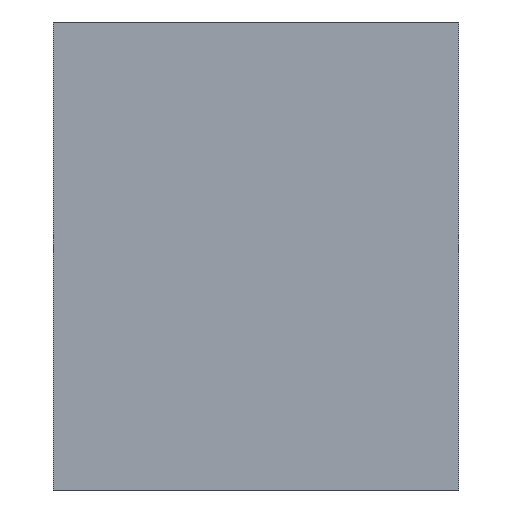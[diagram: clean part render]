
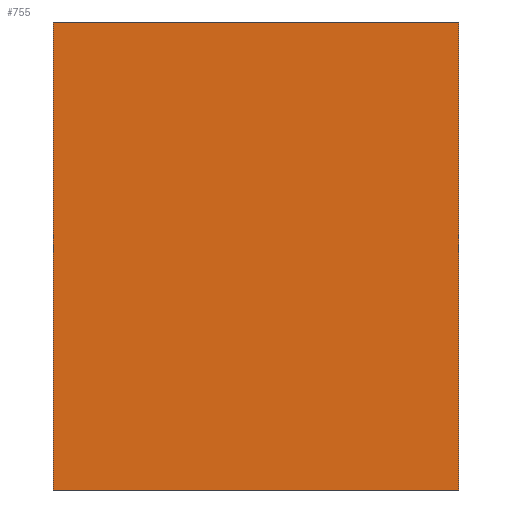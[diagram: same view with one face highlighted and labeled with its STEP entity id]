
A CAD part, left-side view. The second image highlights one B-rep face of the part: STEP entity #755.
In plain terms, the highlighted planar face has unit normal (-1, 0, 0).
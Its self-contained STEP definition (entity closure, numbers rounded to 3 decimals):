
#29 = VERTEX_POINT ( 'NONE', #1014 ) ;
#41 = CARTESIAN_POINT ( 'NONE',  ( -0.3, 0., 0.15 ) ) ;
#104 = DIRECTION ( 'NONE',  ( 0., 0., -1. ) ) ;
#108 = VECTOR ( 'NONE', #252, 1000. ) ;
#185 = CARTESIAN_POINT ( 'NONE',  ( -0.3, 0.26, -0.15 ) ) ;
#252 = DIRECTION ( 'NONE',  ( 0., -1., 0. ) ) ;
#265 = LINE ( 'NONE', #1209, #108 ) ;
#286 = EDGE_CURVE ( 'NONE', #1061, #394, #265, .T. ) ;
#378 = PLANE ( 'NONE',  #769 ) ;
#394 = VERTEX_POINT ( 'NONE', #498 ) ;
#396 = CARTESIAN_POINT ( 'NONE',  ( -0.3, 0.26, 0.15 ) ) ;
#398 = FACE_OUTER_BOUND ( 'NONE', #817, .T. ) ;
#405 = DIRECTION ( 'NONE',  ( 0., -1., 0. ) ) ;
#418 = ORIENTED_EDGE ( 'NONE', *, *, #858, .F. ) ;
#445 = VECTOR ( 'NONE', #104, 1000. ) ;
#464 = DIRECTION ( 'NONE',  ( 1., 0., 0. ) ) ;
#480 = ORIENTED_EDGE ( 'NONE', *, *, #286, .T. ) ;
#498 = CARTESIAN_POINT ( 'NONE',  ( -0.3, 0., -0.15 ) ) ;
#565 = EDGE_CURVE ( 'NONE', #29, #967, #610, .T. ) ;
#610 = LINE ( 'NONE', #41, #924 ) ;
#701 = ORIENTED_EDGE ( 'NONE', *, *, #565, .F. ) ;
#755 = ADVANCED_FACE ( 'NONE', ( #398 ), #378, .F. ) ;
#769 = AXIS2_PLACEMENT_3D ( 'NONE', #939, #464, #1133 ) ;
#776 = CARTESIAN_POINT ( 'NONE',  ( -0.3, 0., 0.15 ) ) ;
#817 = EDGE_LOOP ( 'NONE', ( #480, #418, #701, #1185 ) ) ;
#820 = VECTOR ( 'NONE', #949, 1000. ) ;
#858 = EDGE_CURVE ( 'NONE', #967, #394, #1141, .T. ) ;
#924 = VECTOR ( 'NONE', #405, 1000. ) ;
#939 = CARTESIAN_POINT ( 'NONE',  ( -0.3, 0., 0.15 ) ) ;
#949 = DIRECTION ( 'NONE',  ( 0., 0., -1. ) ) ;
#967 = VERTEX_POINT ( 'NONE', #1182 ) ;
#972 = LINE ( 'NONE', #396, #445 ) ;
#1014 = CARTESIAN_POINT ( 'NONE',  ( -0.3, 0.26, 0.15 ) ) ;
#1061 = VERTEX_POINT ( 'NONE', #185 ) ;
#1133 = DIRECTION ( 'NONE',  ( 0., 0., -1. ) ) ;
#1141 = LINE ( 'NONE', #776, #820 ) ;
#1182 = CARTESIAN_POINT ( 'NONE',  ( -0.3, 0., 0.15 ) ) ;
#1185 = ORIENTED_EDGE ( 'NONE', *, *, #1189, .T. ) ;
#1189 = EDGE_CURVE ( 'NONE', #29, #1061, #972, .T. ) ;
#1209 = CARTESIAN_POINT ( 'NONE',  ( -0.3, 0., -0.15 ) ) ;
